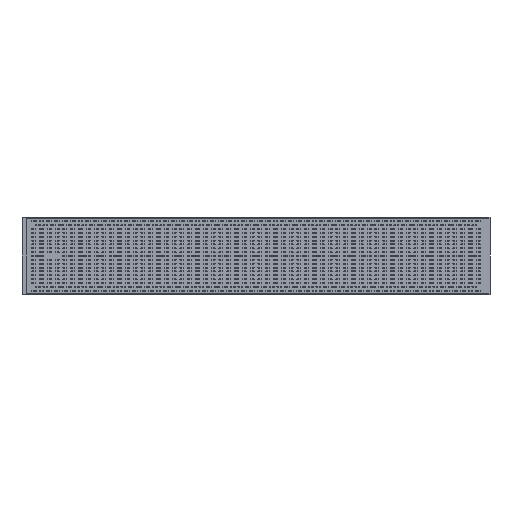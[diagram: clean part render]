
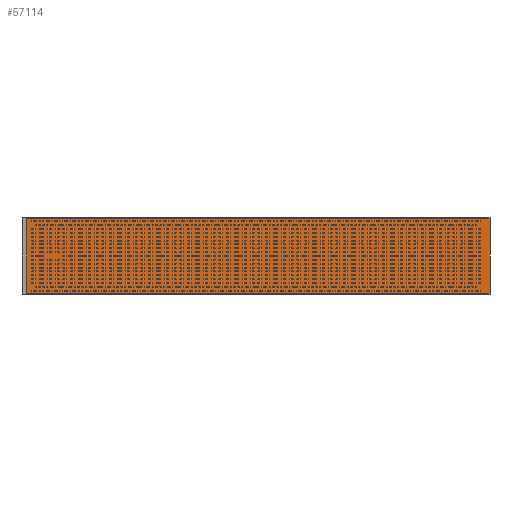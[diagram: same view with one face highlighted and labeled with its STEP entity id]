
A CAD part, top view. The second image highlights one B-rep face of the part: STEP entity #57114.
In plain terms, the highlighted planar face has unit normal (0, 0, 1).
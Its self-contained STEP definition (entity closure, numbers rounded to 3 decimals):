
#11810=FACE_OUTER_BOUND('',#14213,.T.);
#14213=EDGE_LOOP('',(#45088,#45089,#45090,#45091));
#16620=LINE('',#85666,#21389);
#16621=LINE('',#85668,#21390);
#16622=LINE('',#85670,#21391);
#16623=LINE('',#85671,#21392);
#21389=VECTOR('',#66647,1.);
#21390=VECTOR('',#66648,1.);
#21391=VECTOR('',#66649,1.);
#21392=VECTOR('',#66650,1.);
#26158=VERTEX_POINT('',#85664);
#26159=VERTEX_POINT('',#85665);
#26160=VERTEX_POINT('',#85667);
#26161=VERTEX_POINT('',#85669);
#35596=EDGE_CURVE('',#26158,#26159,#16620,.T.);
#35597=EDGE_CURVE('',#26158,#26160,#16621,.T.);
#35598=EDGE_CURVE('',#26160,#26161,#16622,.T.);
#35599=EDGE_CURVE('',#26161,#26159,#16623,.F.);
#45088=ORIENTED_EDGE('',*,*,#35596,.F.);
#45089=ORIENTED_EDGE('',*,*,#35597,.T.);
#45090=ORIENTED_EDGE('',*,*,#35598,.T.);
#45091=ORIENTED_EDGE('',*,*,#35599,.T.);
#54737=PLANE('',#59519);
#57114=ADVANCED_FACE('',(#11810),#54737,.T.);
#59519=AXIS2_PLACEMENT_3D('',#85663,#66645,#66646);
#66645=DIRECTION('center_axis',(0.,0.,1.));
#66646=DIRECTION('ref_axis',(1.,0.,0.));
#66647=DIRECTION('',(1.,0.,0.));
#66648=DIRECTION('',(0.,-1.,0.));
#66649=DIRECTION('',(1.,0.,0.));
#66650=DIRECTION('',(0.,-1.,0.));
#85663=CARTESIAN_POINT('Origin',(1533.147,197.53,-37.6));
#85664=CARTESIAN_POINT('',(49.047,444.63,-37.6));
#85665=CARTESIAN_POINT('',(3048.147,444.63,-37.6));
#85666=CARTESIAN_POINT('',(1548.147,444.63,-37.6));
#85667=CARTESIAN_POINT('',(49.047,-49.57,-37.6));
#85668=CARTESIAN_POINT('',(49.047,73.98,-37.6));
#85669=CARTESIAN_POINT('',(3048.147,-49.57,-37.6));
#85670=CARTESIAN_POINT('',(1548.147,-49.57,-37.6));
#85671=CARTESIAN_POINT('',(3048.147,197.53,-37.6));
